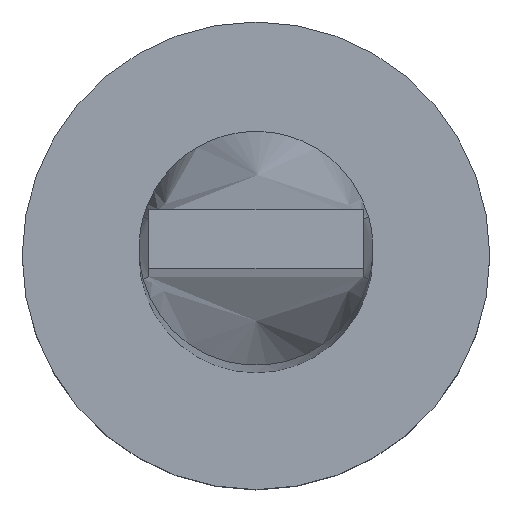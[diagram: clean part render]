
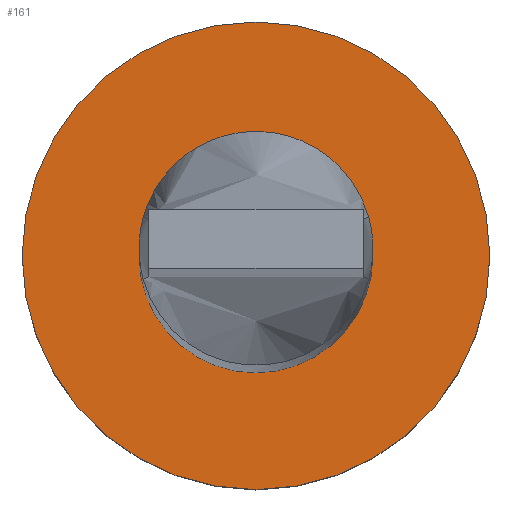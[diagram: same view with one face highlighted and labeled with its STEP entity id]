
A CAD part, top view. The second image highlights one B-rep face of the part: STEP entity #161.
In plain terms, the highlighted planar face has unit normal (0, 0, 1).
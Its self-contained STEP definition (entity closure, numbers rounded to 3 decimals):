
#1 = DIRECTION ( 'NONE',  ( 0., 0., 1. ) ) ;
#29 = CARTESIAN_POINT ( 'NONE',  ( 6., 0., 5. ) ) ;
#30 = CARTESIAN_POINT ( 'NONE',  ( 0., 0., 5. ) ) ;
#55 = DIRECTION ( 'NONE',  ( 1., 0., 0. ) ) ;
#57 = VERTEX_POINT ( 'NONE', #29 ) ;
#62 = EDGE_CURVE ( 'NONE', #160, #108, #132, .T. ) ;
#65 = CIRCLE ( 'NONE', #390, 6. ) ;
#107 = CARTESIAN_POINT ( 'NONE',  ( 0., 0., 5. ) ) ;
#108 = VERTEX_POINT ( 'NONE', #424 ) ;
#124 = VERTEX_POINT ( 'NONE', #169 ) ;
#132 = CIRCLE ( 'NONE', #365, 3. ) ;
#136 = DIRECTION ( 'NONE',  ( 1., 0., 0. ) ) ;
#148 = ORIENTED_EDGE ( 'NONE', *, *, #152, .T. ) ;
#150 = DIRECTION ( 'NONE',  ( 1., 0., 0. ) ) ;
#152 = EDGE_CURVE ( 'NONE', #57, #124, #65, .T. ) ;
#160 = VERTEX_POINT ( 'NONE', #436 ) ;
#161 = ADVANCED_FACE ( 'NONE', ( #389, #261 ), #516, .T. ) ;
#169 = CARTESIAN_POINT ( 'NONE',  ( -6., 0., 5. ) ) ;
#173 = CIRCLE ( 'NONE', #512, 6. ) ;
#183 = EDGE_LOOP ( 'NONE', ( #569, #148 ) ) ;
#189 = CIRCLE ( 'NONE', #567, 3. ) ;
#261 = FACE_OUTER_BOUND ( 'NONE', #183, .T. ) ;
#264 = ORIENTED_EDGE ( 'NONE', *, *, #62, .F. ) ;
#283 = DIRECTION ( 'NONE',  ( 0., 0., 1. ) ) ;
#343 = DIRECTION ( 'NONE',  ( 0., 0., 1. ) ) ;
#348 = AXIS2_PLACEMENT_3D ( 'NONE', #30, #283, #136 ) ;
#365 = AXIS2_PLACEMENT_3D ( 'NONE', #393, #1, #150 ) ;
#389 = FACE_BOUND ( 'NONE', #536, .T. ) ;
#390 = AXIS2_PLACEMENT_3D ( 'NONE', #540, #458, #442 ) ;
#393 = CARTESIAN_POINT ( 'NONE',  ( 0., 0., 5. ) ) ;
#424 = CARTESIAN_POINT ( 'NONE',  ( -3., 0., 5. ) ) ;
#436 = CARTESIAN_POINT ( 'NONE',  ( 3., 0., 5. ) ) ;
#442 = DIRECTION ( 'NONE',  ( 1., 0., 0. ) ) ;
#446 = ORIENTED_EDGE ( 'NONE', *, *, #463, .F. ) ;
#457 = DIRECTION ( 'NONE',  ( 0., 0., 1. ) ) ;
#458 = DIRECTION ( 'NONE',  ( 0., 0., 1. ) ) ;
#463 = EDGE_CURVE ( 'NONE', #108, #160, #189, .T. ) ;
#467 = CARTESIAN_POINT ( 'NONE',  ( 0., 0., 5. ) ) ;
#469 = DIRECTION ( 'NONE',  ( 1., 0., 0. ) ) ;
#512 = AXIS2_PLACEMENT_3D ( 'NONE', #467, #343, #469 ) ;
#516 = PLANE ( 'NONE',  #348 ) ;
#536 = EDGE_LOOP ( 'NONE', ( #446, #264 ) ) ;
#540 = CARTESIAN_POINT ( 'NONE',  ( 0., 0., 5. ) ) ;
#553 = EDGE_CURVE ( 'NONE', #124, #57, #173, .T. ) ;
#567 = AXIS2_PLACEMENT_3D ( 'NONE', #107, #457, #55 ) ;
#569 = ORIENTED_EDGE ( 'NONE', *, *, #553, .T. ) ;
